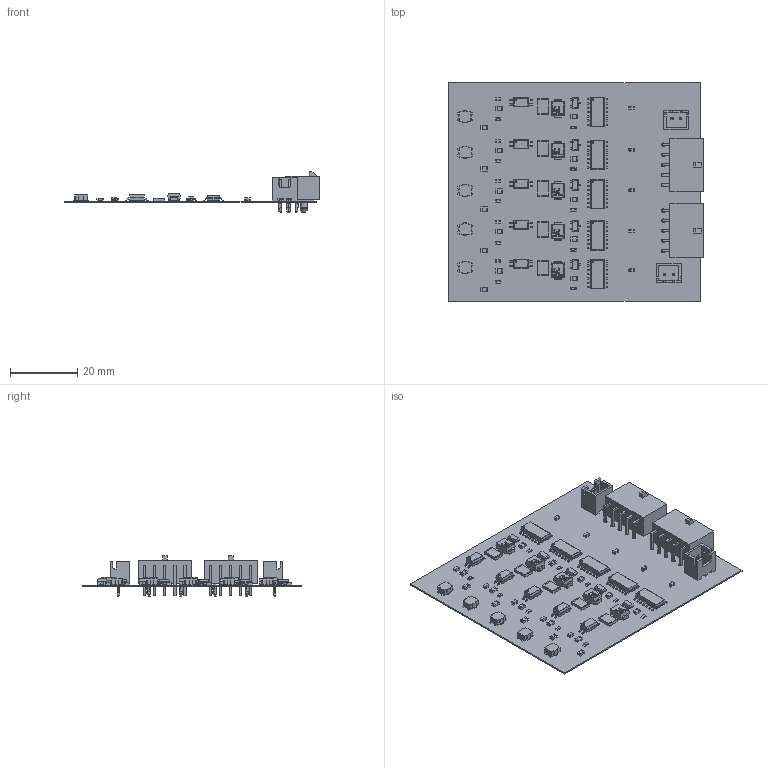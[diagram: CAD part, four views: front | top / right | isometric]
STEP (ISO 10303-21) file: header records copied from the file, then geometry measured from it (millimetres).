
FILE_DESCRIPTION(('Open CASCADE Model'),'2;1');
FILE_NAME('Open CASCADE Shape Model','2024-04-01T19:53:29',('Author'),( 'Open CASCADE'),'Open CASCADE STEP processor 6.8','Open CASCADE 6.8' ,'Unknown');
FILE_SCHEMA(('AUTOMOTIVE_DESIGN { 1 0 10303 214 1 1 1 1 }'));
Length unit declared in the file: millimetre
Products named in the file (102): PCB; Board; Open CASCADE STEP translator 6.8 2.1.1; S1_U5; 6004959264; Body; Pins; S1_U4; S1_U3; S1_U2; S1_U1; Thermal; 6004957184; Open CASCADE STEP translator 6.8 2.7.1.1; Open CASCADE STEP translator 6.8 2.7.1.2; Power; U1_U5; 6004958464; PinsArrayLR; U1_U4; U1_U3; U1_U2; U1_U1; Tx; 6004958224; Rx; 6004958304; R23_U5; 6004958864; R23_U4; R23_U3; R23_U2; R23_U1; R19_U5; R19_U4; R19_U3; R19_U2; R19_U1; R18_U5; 6004958624 ...
Assembly tree (157 placements, depth 4):
  PCB
    Board
      Open CASCADE STEP translator 6.8 2.1.1
    S1_U5
      6004959264
        Body
        Pins
    S1_U4
      6004959264
        Body
        Pins
    S1_U3
      6004959264
        Body
        Pins
    S1_U2
      6004959264
        Body
        Pins
    S1_U1
      6004959264
        Body
        Pins
    Thermal
      6004957184
        Open CASCADE STEP translator 6.8 2.7.1.1
        Open CASCADE STEP translator 6.8 2.7.1.2
    Power
      6004957184
        Open CASCADE STEP translator 6.8 2.7.1.1
        Open CASCADE STEP translator 6.8 2.7.1.2
    U1_U5
      6004958464
        Body
        PinsArrayLR
    U1_U4
      6004958464
        Body
        PinsArrayLR
    U1_U3
      6004958464
        Body
        PinsArrayLR
    U1_U2
      6004958464
        Body
        PinsArrayLR
    U1_U1
      6004958464
        Body
        PinsArrayLR
    Tx
      6004958224
    Rx
      6004958304
    R23_U5
      6004958864
    R23_U4
      6004958864
    R23_U3
Bounding box: 75.62 x 64.77 x 12.15 mm (x, y, z)
Volume: 4878.5 mm3; surface area: 15387.1 mm2
Topology: 274 solids, 274 shells, 4131 faces, 10517 edges, 7055 vertices
Faces by surface type: plane 3292, cylinder 755, sphere 80, cone 4
Full cylindrical faces by diameter (mm): 0.155 x5, 0.487 x5, 0.55 x5, 1.02 x20, 1.05 x4, 3 x4
Entity records: 35275 total; most frequent: CARTESIAN_POINT 5949, ORIENTED_EDGE 5318, DIRECTION 5317, EDGE_CURVE 2659, LINE 2231, VECTOR 2231, VERTEX_POINT 1773, AXIS2_PLACEMENT_3D 1543
